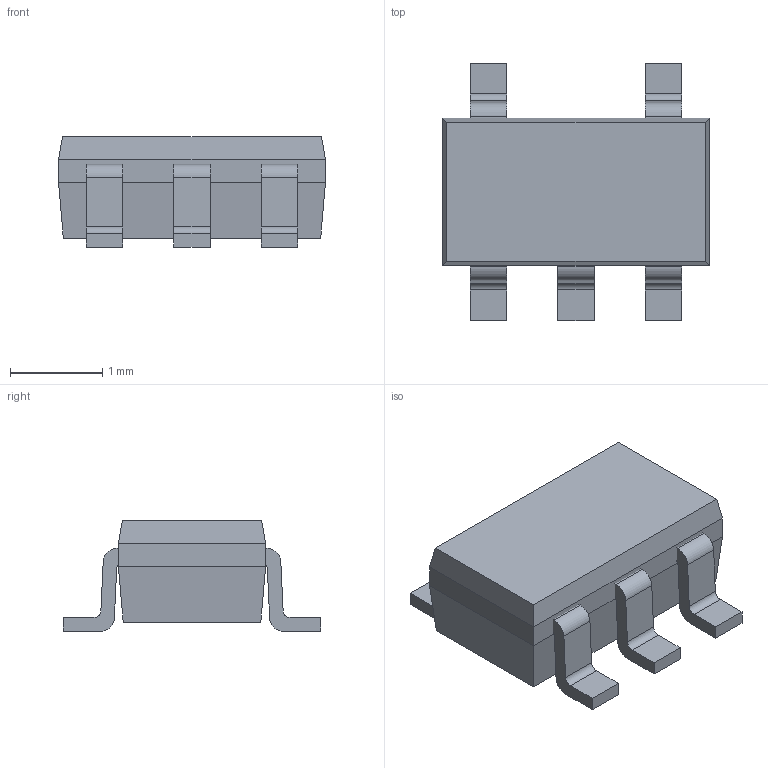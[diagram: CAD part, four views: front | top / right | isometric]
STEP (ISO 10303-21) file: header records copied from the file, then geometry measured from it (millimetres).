
FILE_DESCRIPTION (( 'STEP AP214' ), '1' );
FILE_NAME ('User Library-SOT-25.STEP', '2022-01-21T06:28:55', ( '' ), ( '' ), 'SwSTEP 2.0', 'SolidWorks 2021', '' );
FILE_SCHEMA (( 'AUTOMOTIVE_DESIGN' ));
Length unit declared in the file: millimetre
Products named in the file (1): User Library-SOT-25
Bounding box: 2.9 x 2.8 x 1.2 mm (x, y, z)
Volume: 5.8 mm3; surface area: 33.4 mm2
Topology: 2 solids, 2 shells, 69 faces, 187 edges, 122 vertices
Faces by surface type: plane 52, cylinder 17
Entity records: 2959 total; most frequent: CARTESIAN_POINT 379, ORIENTED_EDGE 374, DIRECTION 367, EDGE_CURVE 187, VECTOR 147, LINE 147, VERTEX_POINT 122, AXIS2_PLACEMENT_3D 110
